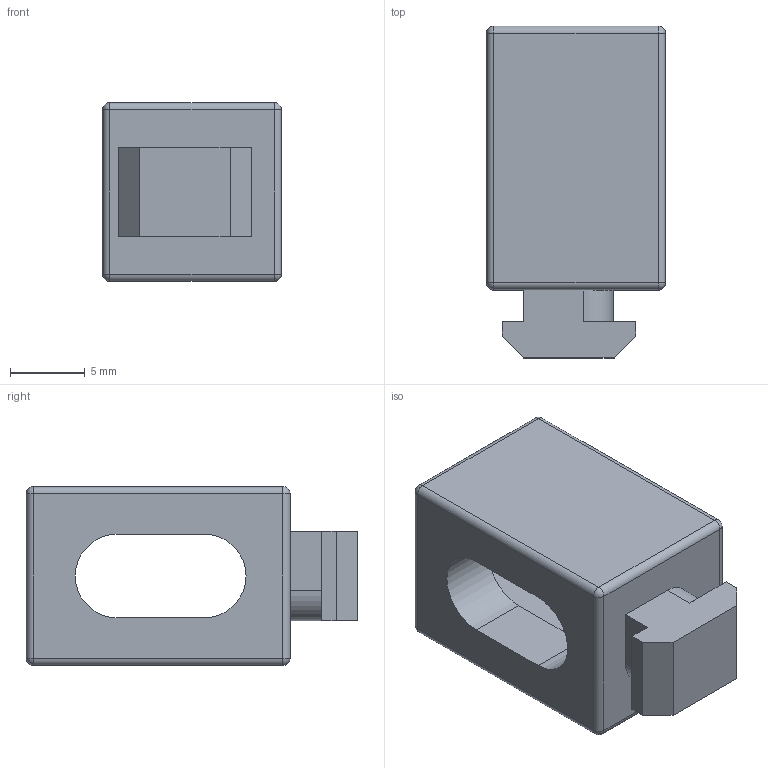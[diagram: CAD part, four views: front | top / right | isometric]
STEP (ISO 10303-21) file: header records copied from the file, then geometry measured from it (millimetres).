
FILE_DESCRIPTION (( 'STEP AP214' ), '1' );
FILE_NAME ('SNSS.30.70.40 Êëèïñà âèíòîâàÿ äëÿ ïàíåëåé 20, ðåçüáà Ì5, ïàç 6 (F37).STEP', '2018-11-22T13:53:49', ( '' ), ( '' ), 'SwSTEP 2.0', 'SolidWorks 2018', '' );
FILE_SCHEMA (( 'AUTOMOTIVE_DESIGN' ));
Length unit declared in the file: millimetre
Products named in the file (1): SNSS.30.70.40 Êëèïñà âèíòîâàÿ äëÿ ïàíåëåé 20, ðåçüáà Ì5, ïàç 6 (F37)
Bounding box: 12 x 22.25 x 12 mm (x, y, z)
Volume: 1798.2 mm3; surface area: 1606 mm2
Topology: 1 solids, 1 shells, 52 faces, 128 edges, 72 vertices
Faces by surface type: plane 26, cylinder 18, sphere 8
Entity records: 1490 total; most frequent: DIRECTION 262, CARTESIAN_POINT 245, ORIENTED_EDGE 240, EDGE_CURVE 120, AXIS2_PLACEMENT_3D 89, LINE 84, VECTOR 84, VERTEX_POINT 72
